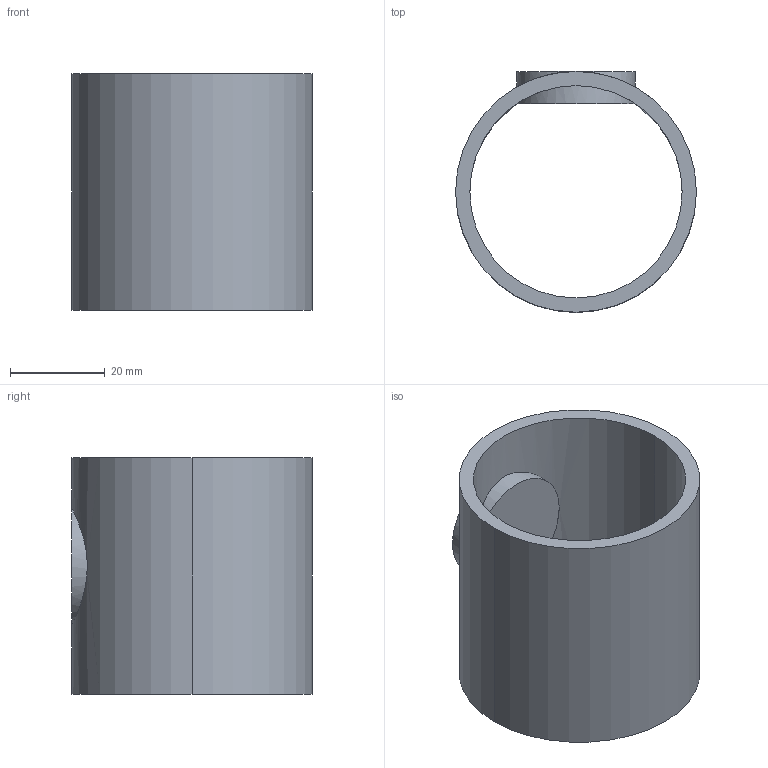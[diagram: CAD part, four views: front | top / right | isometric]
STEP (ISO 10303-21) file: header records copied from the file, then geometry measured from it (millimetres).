
FILE_DESCRIPTION (( 'STEP AP214' ), '1' );
FILE_NAME ('P0000009442.STEP', '2025-11-04T09:38:00', ( 'Microsoft' ), ( 'Microsoft' ), 'SwSTEP 2.0', 'SolidWorks 2025', '' );
FILE_SCHEMA (( 'AUTOMOTIVE_DESIGN' ));
Length unit declared in the file: millimetre
Products named in the file (1): P0000009442
Bounding box: 50.8 x 50.8 x 50 mm (x, y, z)
Volume: 24338.7 mm3; surface area: 16159.6 mm2
Topology: 1 solids, 1 shells, 13 faces, 25 edges, 16 vertices
Faces by surface type: cylinder 9, plane 4
Entity records: 557 total; most frequent: CARTESIAN_POINT 263, DIRECTION 59, ORIENTED_EDGE 50, AXIS2_PLACEMENT_3D 27, EDGE_CURVE 25, EDGE_LOOP 17, VERTEX_POINT 16, CIRCLE 13
